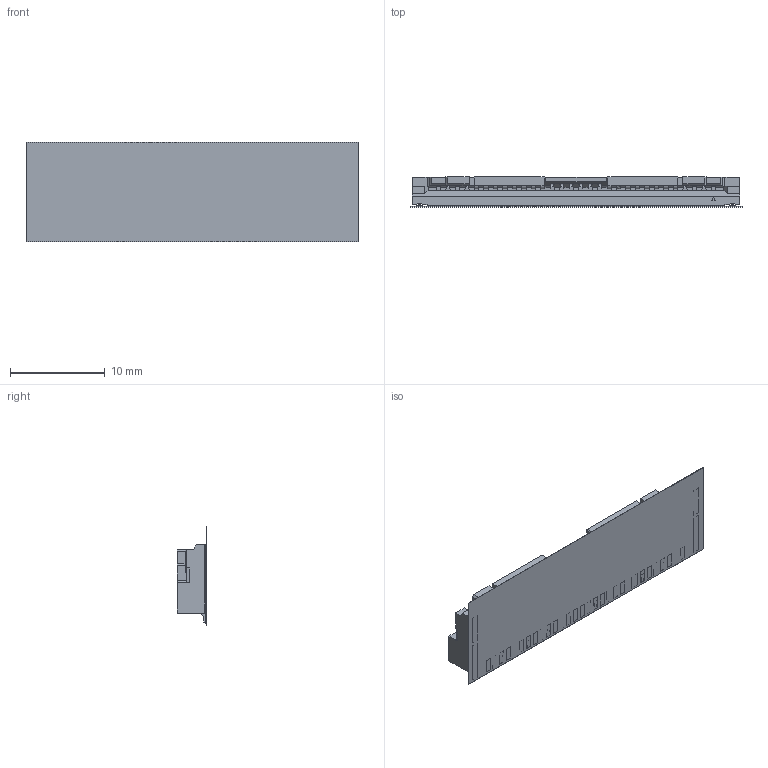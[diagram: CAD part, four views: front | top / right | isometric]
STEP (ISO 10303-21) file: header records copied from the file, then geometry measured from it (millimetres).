
FILE_DESCRIPTION (( 'STEP AP214' ), '1' );
FILE_NAME ('P960A10_30-pol 90° Horizontal Version with layout.step', '2020-01-10T13:27:22', ( '' ), ( '' ), 'SwSTEP 2.0', 'SolidWorks 2018', '' );
FILE_SCHEMA (( 'AUTOMOTIVE_DESIGN' ));
Length unit declared in the file: millimetre
Products named in the file (6): P960P49_Standard; P960P17; P960P100; P946P23; P960P10; P960A10_30-pol 90° Horizontal Version with layout
Assembly tree (36 placements, depth 2):
  P960A10_30-pol 90° Horizontal Version with layout
    P960P100
    P960P17
    P960P10  x30
    P946P23  x2
    P960P49_Standard  x2
Bounding box: 35 x 3.15 x 10.5 mm (x, y, z)
Volume: 494.8 mm3; surface area: 2774.2 mm2
Topology: 36 solids, 36 shells, 4023 faces, 10649 edges, 6674 vertices
Faces by surface type: plane 3219, cylinder 684, torus 120
Entity records: 58020 total; most frequent: CARTESIAN_POINT 9839, ORIENTED_EDGE 9792, DIRECTION 8756, EDGE_CURVE 4896, VECTOR 4570, LINE 4570, VERTEX_POINT 3148, AXIS2_PLACEMENT_3D 2093
